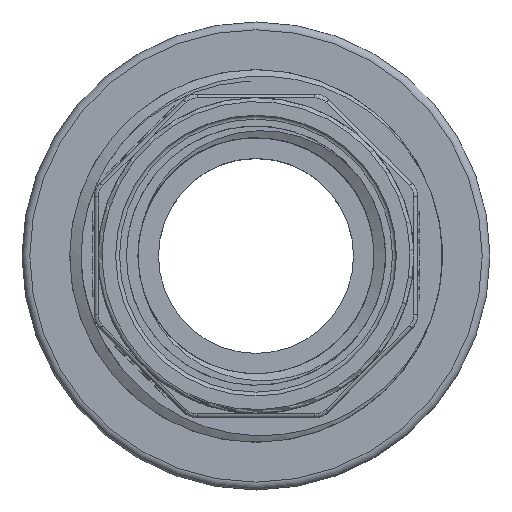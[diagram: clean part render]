
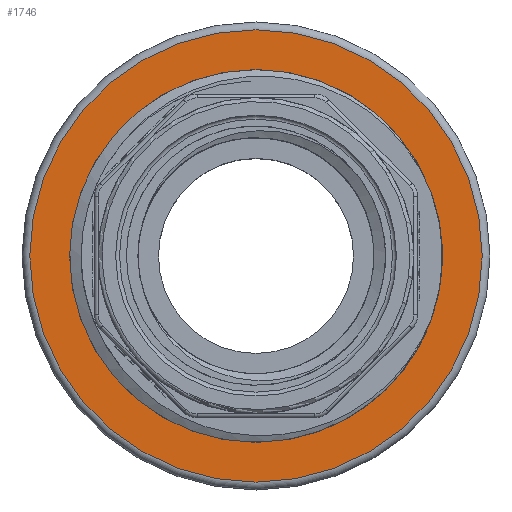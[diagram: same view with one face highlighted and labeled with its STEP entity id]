
A CAD part, top view. The second image highlights one B-rep face of the part: STEP entity #1746.
In plain terms, the highlighted planar face has unit normal (0, 0, 1).
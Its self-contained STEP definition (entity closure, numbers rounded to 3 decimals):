
#1746=ADVANCED_FACE('',(#3992,#3993),#2395,.T.);
#2395=PLANE('',#16364);
#3745=CIRCLE('',#16361,23.902);
#3746=CIRCLE('',#16363,29.);
#3992=FACE_BOUND('',#4532,.T.);
#3993=FACE_BOUND('',#4533,.T.);
#4532=EDGE_LOOP('',(#7414));
#4533=EDGE_LOOP('',(#7415));
#7414=ORIENTED_EDGE('',*,*,#12353,.T.);
#7415=ORIENTED_EDGE('',*,*,#12352,.T.);
#10507=VERTEX_POINT('',#30550);
#10508=VERTEX_POINT('',#31065);
#12352=EDGE_CURVE('',#10507,#10507,#3745,.T.);
#12353=EDGE_CURVE('',#10508,#10508,#3746,.T.);
#16361=AXIS2_PLACEMENT_3D('',#30549,#18609,#18610);
#16363=AXIS2_PLACEMENT_3D('',#31064,#18613,#18614);
#16364=AXIS2_PLACEMENT_3D('',#31066,#18615,#18616);
#18609=DIRECTION('',(0.,0.,-1.));
#18610=DIRECTION('',(-1.,0.,0.));
#18613=DIRECTION('',(0.,0.,1.));
#18614=DIRECTION('',(-1.,0.,0.));
#18615=DIRECTION('',(0.,0.,1.));
#18616=DIRECTION('',(1.,0.,0.));
#30549=CARTESIAN_POINT('',(1164.,165.,21.6));
#30550=CARTESIAN_POINT('',(1140.099,165.,21.6));
#31064=CARTESIAN_POINT('',(1164.,165.,21.6));
#31065=CARTESIAN_POINT('',(1135.,165.,21.6));
#31066=CARTESIAN_POINT('',(1164.,165.,21.6));
